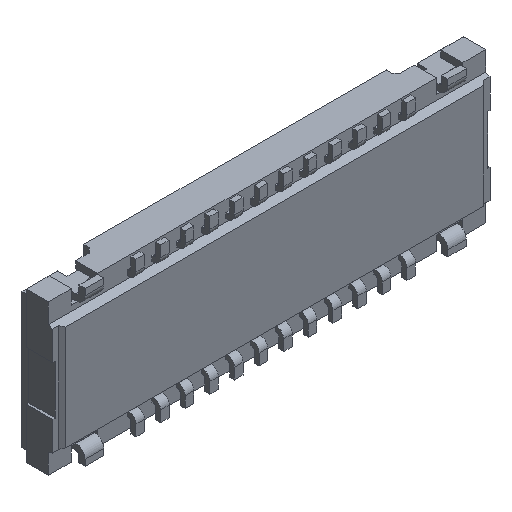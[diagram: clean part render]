
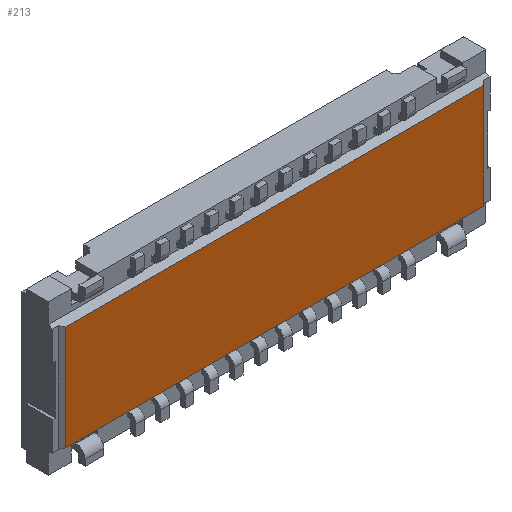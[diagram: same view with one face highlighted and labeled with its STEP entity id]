
A CAD part, isometric view. The second image highlights one B-rep face of the part: STEP entity #213.
In plain terms, the highlighted planar face has unit normal (0, -1, 0).
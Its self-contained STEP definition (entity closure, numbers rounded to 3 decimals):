
#213=ADVANCED_FACE('',(#1335),#1336,.F.);
#1335=FACE_OUTER_BOUND('',#3446,.T.);
#1336=PLANE('',#3447);
#3446=EDGE_LOOP('',(#5797,#5798,#5799,#5800));
#3447=AXIS2_PLACEMENT_3D('',#5801,#5802,#5803);
#5797=ORIENTED_EDGE('',*,*,#14348,.F.);
#5798=ORIENTED_EDGE('',*,*,#14349,.T.);
#5799=ORIENTED_EDGE('',*,*,#14350,.T.);
#5800=ORIENTED_EDGE('',*,*,#14351,.F.);
#5801=CARTESIAN_POINT('',(0.0,0.0,0.0));
#5802=DIRECTION('',(-0.0,1.0,0.0));
#5803=DIRECTION('',(1.0,0.0,0.0));
#14348=EDGE_CURVE('',#17446,#17447,#17448,.T.);
#14349=EDGE_CURVE('',#17446,#17449,#17450,.T.);
#14350=EDGE_CURVE('',#17449,#17451,#17452,.T.);
#14351=EDGE_CURVE('',#17447,#17451,#17453,.T.);
#17446=VERTEX_POINT('',#22188);
#17447=VERTEX_POINT('',#22189);
#17448=LINE('',#22190,#22191);
#17449=VERTEX_POINT('',#22192);
#17450=LINE('',#22193,#22194);
#17451=VERTEX_POINT('',#22195);
#17452=LINE('',#22196,#22197);
#17453=LINE('',#22198,#22199);
#22188=CARTESIAN_POINT('',(-3.4,0.0,0.85));
#22189=CARTESIAN_POINT('',(3.4,0.0,0.85));
#22190=CARTESIAN_POINT('',(-3.4,0.0,0.85));
#22191=VECTOR('',#29060,6.8);
#22192=CARTESIAN_POINT('',(-3.4,0.0,-0.85));
#22193=CARTESIAN_POINT('',(-3.4,0.0,0.85));
#22194=VECTOR('',#29061,1.7);
#22195=CARTESIAN_POINT('',(3.4,0.0,-0.85));
#22196=CARTESIAN_POINT('',(-3.4,0.0,-0.85));
#22197=VECTOR('',#29062,6.8);
#22198=CARTESIAN_POINT('',(3.4,0.0,0.85));
#22199=VECTOR('',#29063,1.7);
#29060=DIRECTION('',(1.0,0.0,0.0));
#29061=DIRECTION('',(0.0,0.0,-1.0));
#29062=DIRECTION('',(1.0,0.0,0.0));
#29063=DIRECTION('',(0.0,0.0,-1.0));
